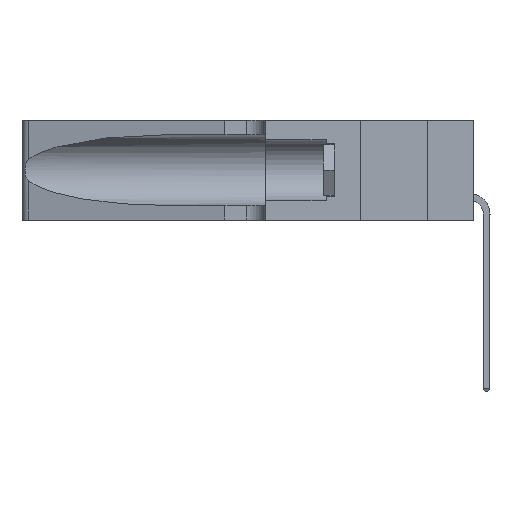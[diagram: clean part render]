
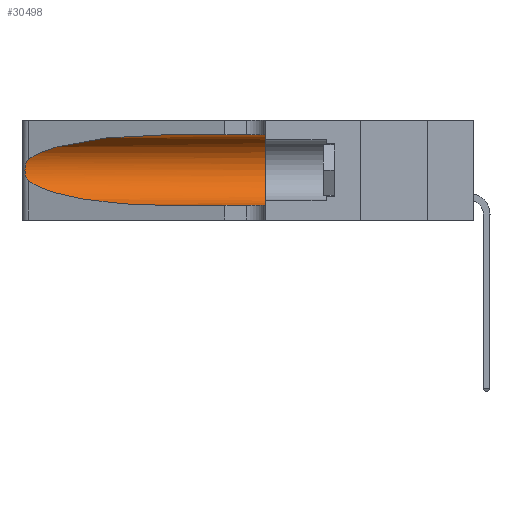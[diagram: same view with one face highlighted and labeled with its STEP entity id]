
A CAD part, left-side view. The second image highlights one B-rep face of the part: STEP entity #30498.
In plain terms, the highlighted cylindrical face has radius 3.308 mm (diameter 6.617 mm), a partial arc.
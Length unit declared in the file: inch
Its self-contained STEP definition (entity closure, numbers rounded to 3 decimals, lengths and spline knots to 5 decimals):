
#419 = ORIENTED_EDGE ( 'NONE', *, *, #43349, .T. ) ;
#1381 = CARTESIAN_POINT ( 'NONE',  ( 0.25487, 1.22718, 0.14631 ) ) ;
#1852 = VERTEX_POINT ( 'NONE', #29923 ) ;
#3711 = DIRECTION ( 'NONE',  ( 0., 0., 1. ) ) ;
#3818 = ORIENTED_EDGE ( 'NONE', *, *, #24446, .T. ) ;
#5361 = CARTESIAN_POINT ( 'NONE',  ( 0.1305, 1.61858, 0.185 ) ) ;
#6432 = CARTESIAN_POINT ( 'NONE',  ( 0.25555, 1.22994, 0.2215 ) ) ;
#6928 = ORIENTED_EDGE ( 'NONE', *, *, #48206, .T. ) ;
#9104 = CARTESIAN_POINT ( 'NONE',  ( 0.1305, 0.35, 0.31525 ) ) ;
#9216 = CARTESIAN_POINT ( 'NONE',  ( 0.2373, 1.15595, 0.08982 ) ) ;
#9584 = CARTESIAN_POINT ( 'NONE',  ( 0.1305, 1.61858, 0.05475 ) ) ;
#10635 = CARTESIAN_POINT ( 'NONE',  ( 0.26075, 1.23896, 0.19203 ) ) ;
#11195 = CARTESIAN_POINT ( 'NONE',  ( 0.25555, 1.22993, 0.14849 ) ) ;
#11276 = CARTESIAN_POINT ( 'NONE',  ( 0.1305, 0.35, 0.185 ) ) ;
#11544 = EDGE_LOOP ( 'NONE', ( #6928, #419, #3818, #14591, #43973, #21802 ) ) ;
#11975 = CIRCLE ( 'NONE', #37229, 0.13025 ) ;
#13251 = DIRECTION ( 'NONE',  ( 0., -1., 0. ) ) ;
#13922 = EDGE_CURVE ( 'NONE', #45091, #25529, #11975, .T. ) ;
#14591 = ORIENTED_EDGE ( 'NONE', *, *, #42072, .T. ) ;
#17343 =( BOUNDED_CURVE ( )  B_SPLINE_CURVE ( 3, ( #50208, #17450, #45601, #22140 ),
 .UNSPECIFIED., .F., .T. ) 
 B_SPLINE_CURVE_WITH_KNOTS ( ( 4, 4 ),
 ( 1.5708, 2.84003 ),
 .UNSPECIFIED. ) 
 CURVE ( )  GEOMETRIC_REPRESENTATION_ITEM ( )  RATIONAL_B_SPLINE_CURVE ( ( 1., 0.87, 0.87, 1. ) ) 
 REPRESENTATION_ITEM ( '' )  );
#17450 = CARTESIAN_POINT ( 'NONE',  ( 0.18966, 0.96281, 0.31525 ) ) ;
#18352 = CARTESIAN_POINT ( 'NONE',  ( 0.25487, 1.22718, 0.22369 ) ) ;
#18729 = CARTESIAN_POINT ( 'NONE',  ( 0.25639, 1.23186, 0.15144 ) ) ;
#20890 = CARTESIAN_POINT ( 'NONE',  ( 0.25487, 1.22718, 0.22369 ) ) ;
#21765 = LINE ( 'NONE', #9584, #33640 ) ;
#21802 = ORIENTED_EDGE ( 'NONE', *, *, #26980, .F. ) ;
#22112 = B_SPLINE_CURVE_WITH_KNOTS ( 'NONE', 3,
 ( #18352, #6432, #47060, #22862, #26520, #39217, #10635, #22490, #34402, #42497, #26714, #18729, #11195, #50944 ),
 .UNSPECIFIED., .F., .F.,
 ( 4, 2, 2, 2, 2, 2, 4 ),
 ( 0., 0.00027, 0.00053, 0.00107, 0.0016, 0.00187, 0.00214 ),
 .UNSPECIFIED. ) ;
#22140 = CARTESIAN_POINT ( 'NONE',  ( 0.25487, 1.22718, 0.22369 ) ) ;
#22413 = VECTOR ( 'NONE', #28020, 39.37008 ) ;
#22490 = CARTESIAN_POINT ( 'NONE',  ( 0.26075, 1.23896, 0.178 ) ) ;
#22862 = CARTESIAN_POINT ( 'NONE',  ( 0.25787, 1.23484, 0.2124 ) ) ;
#24446 = EDGE_CURVE ( 'NONE', #46973, #31974, #26663, .T. ) ;
#25529 = VERTEX_POINT ( 'NONE', #50007 ) ;
#26520 = CARTESIAN_POINT ( 'NONE',  ( 0.25854, 1.2359, 0.20912 ) ) ;
#26663 =( BOUNDED_CURVE ( )  B_SPLINE_CURVE ( 3, ( #44907, #9216, #44754, #32781 ),
 .UNSPECIFIED., .F., .F. ) 
 B_SPLINE_CURVE_WITH_KNOTS ( ( 4, 4 ),
 ( 3.44316, 4.71239 ),
 .UNSPECIFIED. ) 
 CURVE ( )  GEOMETRIC_REPRESENTATION_ITEM ( )  RATIONAL_B_SPLINE_CURVE ( ( 1., 0.87, 0.87, 1. ) ) 
 REPRESENTATION_ITEM ( '' )  );
#26714 = CARTESIAN_POINT ( 'NONE',  ( 0.25789, 1.23486, 0.15765 ) ) ;
#26980 = EDGE_CURVE ( 'NONE', #1852, #45091, #36238, .T. ) ;
#28020 = DIRECTION ( 'NONE',  ( 0., -1., 0. ) ) ;
#29923 = CARTESIAN_POINT ( 'NONE',  ( 0.1305, 0.72297, 0.31525 ) ) ;
#30498 = ADVANCED_FACE ( 'NONE', ( #31774 ), #36708, .F. ) ;
#31774 = FACE_OUTER_BOUND ( 'NONE', #11544, .T. ) ;
#31974 = VERTEX_POINT ( 'NONE', #38449 ) ;
#32781 = CARTESIAN_POINT ( 'NONE',  ( 0.1305, 0.72297, 0.05475 ) ) ;
#33640 = VECTOR ( 'NONE', #41802, 39.37008 ) ;
#34402 = CARTESIAN_POINT ( 'NONE',  ( 0.26017, 1.23833, 0.17102 ) ) ;
#35613 = CARTESIAN_POINT ( 'NONE',  ( 0.1305, 1.61858, 0.31525 ) ) ;
#36238 = LINE ( 'NONE', #35613, #22413 ) ;
#36708 = CYLINDRICAL_SURFACE ( 'NONE', #47216, 0.13025 ) ;
#37229 = AXIS2_PLACEMENT_3D ( 'NONE', #11276, #39657, #3711 ) ;
#38449 = CARTESIAN_POINT ( 'NONE',  ( 0.1305, 0.72297, 0.05475 ) ) ;
#39217 = CARTESIAN_POINT ( 'NONE',  ( 0.26018, 1.23835, 0.19895 ) ) ;
#39657 = DIRECTION ( 'NONE',  ( 0., 1., 0. ) ) ;
#41802 = DIRECTION ( 'NONE',  ( 0., -1., 0. ) ) ;
#42072 = EDGE_CURVE ( 'NONE', #31974, #25529, #21765, .T. ) ;
#42497 = CARTESIAN_POINT ( 'NONE',  ( 0.25856, 1.23593, 0.16098 ) ) ;
#43349 = EDGE_CURVE ( 'NONE', #44988, #46973, #22112, .T. ) ;
#43973 = ORIENTED_EDGE ( 'NONE', *, *, #13922, .F. ) ;
#44754 = CARTESIAN_POINT ( 'NONE',  ( 0.18966, 0.96281, 0.05475 ) ) ;
#44907 = CARTESIAN_POINT ( 'NONE',  ( 0.25487, 1.22718, 0.14631 ) ) ;
#44988 = VERTEX_POINT ( 'NONE', #20890 ) ;
#45091 = VERTEX_POINT ( 'NONE', #9104 ) ;
#45256 = DIRECTION ( 'NONE',  ( 0., 0., -1. ) ) ;
#45601 = CARTESIAN_POINT ( 'NONE',  ( 0.2373, 1.15595, 0.28018 ) ) ;
#46973 = VERTEX_POINT ( 'NONE', #1381 ) ;
#47060 = CARTESIAN_POINT ( 'NONE',  ( 0.25639, 1.23184, 0.21858 ) ) ;
#47216 = AXIS2_PLACEMENT_3D ( 'NONE', #5361, #13251, #45256 ) ;
#48206 = EDGE_CURVE ( 'NONE', #1852, #44988, #17343, .T. ) ;
#50007 = CARTESIAN_POINT ( 'NONE',  ( 0.1305, 0.35, 0.05475 ) ) ;
#50208 = CARTESIAN_POINT ( 'NONE',  ( 0.1305, 0.72297, 0.31525 ) ) ;
#50944 = CARTESIAN_POINT ( 'NONE',  ( 0.25487, 1.22718, 0.14631 ) ) ;
